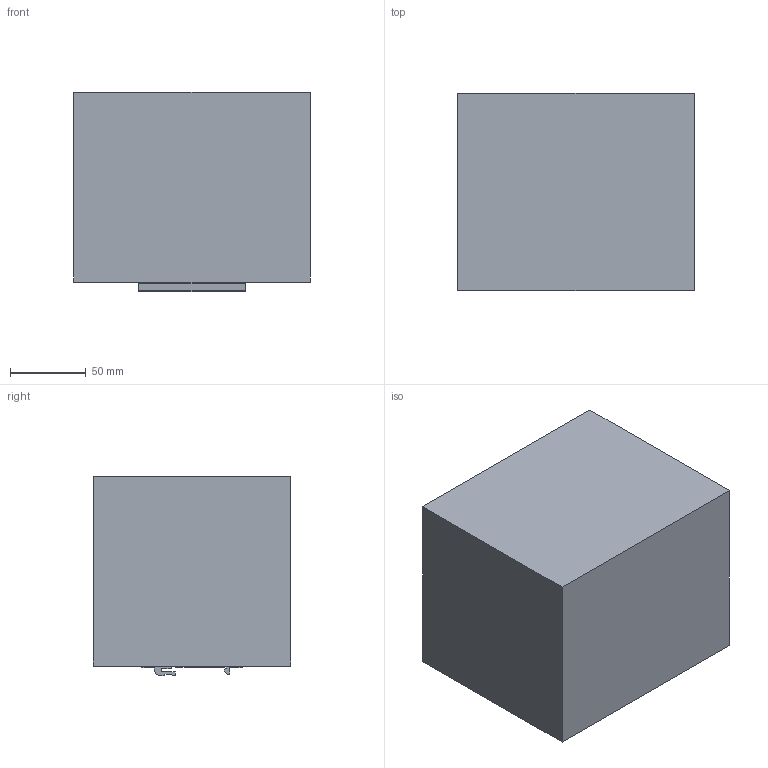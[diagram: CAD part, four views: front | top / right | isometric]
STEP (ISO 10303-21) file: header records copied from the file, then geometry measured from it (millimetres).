
FILE_DESCRIPTION (( 'STEP AP214' ), '1' );
FILE_NAME ('DM13613.STEP', '2017-11-21T19:49:03', ( '' ), ( '' ), 'SwSTEP 2.0', 'SolidWorks 2017', '' );
FILE_SCHEMA (( 'AUTOMOTIVE_DESIGN' ));
Length unit declared in the file: millimetre
Products named in the file (1): DM13613
Bounding box: 156 x 130 x 131.34 mm (x, y, z)
Volume: 2543218.8 mm3; surface area: 115177.1 mm2
Topology: 1 solids, 1 shells, 34 faces, 93 edges, 62 vertices
Faces by surface type: plane 33, cylinder 1
Entity records: 1104 total; most frequent: CARTESIAN_POINT 190, ORIENTED_EDGE 186, DIRECTION 165, EDGE_CURVE 93, VECTOR 91, LINE 91, VERTEX_POINT 62, AXIS2_PLACEMENT_3D 37
